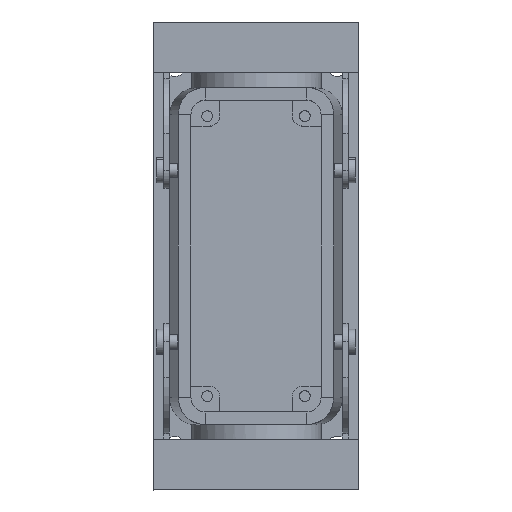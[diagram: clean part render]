
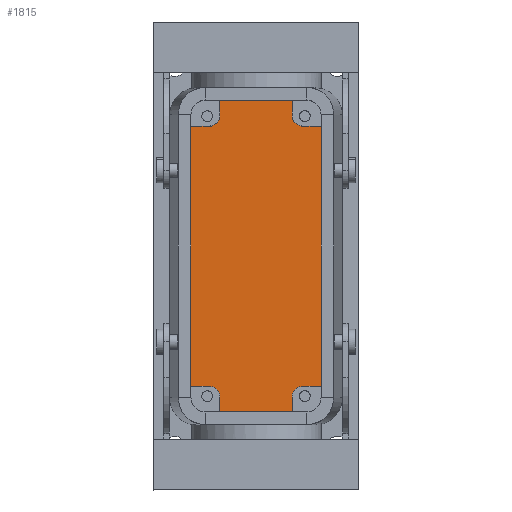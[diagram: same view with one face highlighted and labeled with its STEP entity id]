
A CAD part, top view. The second image highlights one B-rep face of the part: STEP entity #1815.
In plain terms, the highlighted planar face has unit normal (0, 0, 1).
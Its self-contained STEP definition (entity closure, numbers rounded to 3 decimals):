
#501=AXIS2_PLACEMENT_3D('Circle Axis2P3D',#499,#500,$) ;
#590=AXIS2_PLACEMENT_3D('Circle Axis2P3D',#588,#589,$) ;
#1709=AXIS2_PLACEMENT_3D('Plane Axis2P3D',#1706,#1707,#1708) ;
#496=CARTESIAN_POINT('Vertex',(41.5,28.75,5.5)) ;
#499=CARTESIAN_POINT('Axis2P3D Location',(41.5,25.75,5.5)) ;
#503=CARTESIAN_POINT('Vertex',(38.5,25.75,5.5)) ;
#520=CARTESIAN_POINT('Line Origine',(38.5,23.675,5.5)) ;
#524=CARTESIAN_POINT('Vertex',(38.5,21.6,5.5)) ;
#539=CARTESIAN_POINT('Line Origine',(28.5,21.6,5.5)) ;
#543=CARTESIAN_POINT('Vertex',(18.5,21.6,5.5)) ;
#564=CARTESIAN_POINT('Line Origine',(18.5,23.675,5.5)) ;
#568=CARTESIAN_POINT('Vertex',(18.5,25.75,5.5)) ;
#588=CARTESIAN_POINT('Axis2P3D Location',(15.5,25.75,5.5)) ;
#592=CARTESIAN_POINT('Vertex',(15.5,28.75,5.5)) ;
#1691=CARTESIAN_POINT('Vertex',(46.5,28.75,5.5)) ;
#1694=CARTESIAN_POINT('Line Origine',(44.,28.75,5.5)) ;
#1706=CARTESIAN_POINT('Axis2P3D Location',(28.5,64.75,5.5)) ;
#1711=CARTESIAN_POINT('Line Origine',(46.5,64.75,5.5)) ;
#1715=CARTESIAN_POINT('Vertex',(46.5,100.75,5.5)) ;
#1718=CARTESIAN_POINT('Line Origine',(44.,100.75,5.5)) ;
#1722=CARTESIAN_POINT('Vertex',(41.5,100.75,5.5)) ;
#1726=CARTESIAN_POINT('Control Point',(41.5,100.75,5.5)) ;
#1727=CARTESIAN_POINT('Control Point',(41.161,100.75,5.5)) ;
#1728=CARTESIAN_POINT('Control Point',(40.821,100.798,5.5)) ;
#1729=CARTESIAN_POINT('Control Point',(40.491,100.894,5.5)) ;
#1730=CARTESIAN_POINT('Control Point',(39.866,101.177,5.5)) ;
#1731=CARTESIAN_POINT('Control Point',(39.345,101.622,5.5)) ;
#1732=CARTESIAN_POINT('Control Point',(39.117,101.88,5.5)) ;
#1733=CARTESIAN_POINT('Control Point',(38.783,102.389,5.5)) ;
#1734=CARTESIAN_POINT('Control Point',(38.587,102.963,5.5)) ;
#1735=CARTESIAN_POINT('Control Point',(38.529,103.223,5.5)) ;
#1736=CARTESIAN_POINT('Control Point',(38.5,103.486,5.5)) ;
#1737=CARTESIAN_POINT('Control Point',(38.5,103.75,5.5)) ;
#1738=CARTESIAN_POINT('Vertex',(38.5,103.75,5.5)) ;
#1741=CARTESIAN_POINT('Line Origine',(38.5,105.825,5.5)) ;
#1745=CARTESIAN_POINT('Vertex',(38.5,107.9,5.5)) ;
#1748=CARTESIAN_POINT('Line Origine',(28.5,107.9,5.5)) ;
#1752=CARTESIAN_POINT('Vertex',(18.5,107.9,5.5)) ;
#1755=CARTESIAN_POINT('Line Origine',(18.5,105.825,5.5)) ;
#1759=CARTESIAN_POINT('Vertex',(18.5,103.75,5.5)) ;
#1763=CARTESIAN_POINT('Control Point',(18.5,103.75,5.5)) ;
#1764=CARTESIAN_POINT('Control Point',(18.5,103.411,5.5)) ;
#1765=CARTESIAN_POINT('Control Point',(18.452,103.071,5.5)) ;
#1766=CARTESIAN_POINT('Control Point',(18.356,102.741,5.5)) ;
#1767=CARTESIAN_POINT('Control Point',(18.073,102.116,5.5)) ;
#1768=CARTESIAN_POINT('Control Point',(17.628,101.595,5.5)) ;
#1769=CARTESIAN_POINT('Control Point',(17.37,101.367,5.5)) ;
#1770=CARTESIAN_POINT('Control Point',(16.861,101.033,5.5)) ;
#1771=CARTESIAN_POINT('Control Point',(16.287,100.837,5.5)) ;
#1772=CARTESIAN_POINT('Control Point',(16.027,100.779,5.5)) ;
#1773=CARTESIAN_POINT('Control Point',(15.764,100.75,5.5)) ;
#1774=CARTESIAN_POINT('Control Point',(15.5,100.75,5.5)) ;
#1775=CARTESIAN_POINT('Vertex',(15.5,100.75,5.5)) ;
#1778=CARTESIAN_POINT('Line Origine',(13.,100.75,5.5)) ;
#1782=CARTESIAN_POINT('Vertex',(10.5,100.75,5.5)) ;
#1785=CARTESIAN_POINT('Line Origine',(10.5,64.75,5.5)) ;
#1789=CARTESIAN_POINT('Vertex',(10.5,28.75,5.5)) ;
#1792=CARTESIAN_POINT('Line Origine',(13.,28.75,5.5)) ;
#500=DIRECTION('Axis2P3D Direction',(-0.,0.,-1.)) ;
#521=DIRECTION('Vector Direction',(0.,-1.,0.)) ;
#540=DIRECTION('Vector Direction',(1.,0.,0.)) ;
#565=DIRECTION('Vector Direction',(0.,-1.,0.)) ;
#589=DIRECTION('Axis2P3D Direction',(0.,0.,-1.)) ;
#1695=DIRECTION('Vector Direction',(-1.,0.,0.)) ;
#1707=DIRECTION('Axis2P3D Direction',(-0.,0.,1.)) ;
#1708=DIRECTION('Axis2P3D XDirection',(0.,-1.,0.)) ;
#1712=DIRECTION('Vector Direction',(0.,-1.,0.)) ;
#1719=DIRECTION('Vector Direction',(-1.,0.,0.)) ;
#1742=DIRECTION('Vector Direction',(0.,1.,0.)) ;
#1749=DIRECTION('Vector Direction',(-1.,0.,0.)) ;
#1756=DIRECTION('Vector Direction',(0.,1.,0.)) ;
#1779=DIRECTION('Vector Direction',(1.,0.,0.)) ;
#1786=DIRECTION('Vector Direction',(0.,1.,0.)) ;
#1793=DIRECTION('Vector Direction',(1.,0.,0.)) ;
#522=VECTOR('Line Direction',#521,1.) ;
#541=VECTOR('Line Direction',#540,1.) ;
#566=VECTOR('Line Direction',#565,1.) ;
#1696=VECTOR('Line Direction',#1695,1.) ;
#1713=VECTOR('Line Direction',#1712,1.) ;
#1720=VECTOR('Line Direction',#1719,1.) ;
#1743=VECTOR('Line Direction',#1742,1.) ;
#1750=VECTOR('Line Direction',#1749,1.) ;
#1757=VECTOR('Line Direction',#1756,1.) ;
#1780=VECTOR('Line Direction',#1779,1.) ;
#1787=VECTOR('Line Direction',#1786,1.) ;
#1794=VECTOR('Line Direction',#1793,1.) ;
#1798=ORIENTED_EDGE('',*,*,#594,.F.) ;
#1799=ORIENTED_EDGE('',*,*,#570,.T.) ;
#1800=ORIENTED_EDGE('',*,*,#545,.T.) ;
#1801=ORIENTED_EDGE('',*,*,#526,.F.) ;
#1802=ORIENTED_EDGE('',*,*,#505,.F.) ;
#1803=ORIENTED_EDGE('',*,*,#1698,.F.) ;
#1804=ORIENTED_EDGE('',*,*,#1717,.T.) ;
#1805=ORIENTED_EDGE('',*,*,#1724,.T.) ;
#1806=ORIENTED_EDGE('',*,*,#1740,.F.) ;
#1807=ORIENTED_EDGE('',*,*,#1747,.T.) ;
#1808=ORIENTED_EDGE('',*,*,#1754,.T.) ;
#1809=ORIENTED_EDGE('',*,*,#1761,.F.) ;
#1810=ORIENTED_EDGE('',*,*,#1777,.F.) ;
#1811=ORIENTED_EDGE('',*,*,#1784,.F.) ;
#1812=ORIENTED_EDGE('',*,*,#1791,.T.) ;
#1813=ORIENTED_EDGE('',*,*,#1796,.T.) ;
#1815=ADVANCED_FACE('Housing',(#1814),#1710,.T.) ;
#1725=B_SPLINE_CURVE_WITH_KNOTS('',5,(#1726,#1727,#1728,#1729,#1730,#1731,#1732,#1733,#1734,#1735,#1736,#1737),.UNSPECIFIED.,.F.,.U.,(6,3,3,6),(0.,2.4,4.8,6.664),.UNSPECIFIED.) ;
#1762=B_SPLINE_CURVE_WITH_KNOTS('',5,(#1763,#1764,#1765,#1766,#1767,#1768,#1769,#1770,#1771,#1772,#1773,#1774),.UNSPECIFIED.,.F.,.U.,(6,3,3,6),(0.,2.4,4.8,6.664),.UNSPECIFIED.) ;
#502=CIRCLE('generated circle',#501,3.) ;
#591=CIRCLE('generated circle',#590,3.) ;
#505=EDGE_CURVE('',#497,#504,#502,.F.) ;
#526=EDGE_CURVE('',#504,#525,#523,.T.) ;
#545=EDGE_CURVE('',#544,#525,#542,.T.) ;
#570=EDGE_CURVE('',#569,#544,#567,.T.) ;
#594=EDGE_CURVE('',#569,#593,#591,.F.) ;
#1698=EDGE_CURVE('',#1692,#497,#1697,.T.) ;
#1717=EDGE_CURVE('',#1692,#1716,#1714,.F.) ;
#1724=EDGE_CURVE('',#1716,#1723,#1721,.T.) ;
#1740=EDGE_CURVE('',#1739,#1723,#1725,.F.) ;
#1747=EDGE_CURVE('',#1739,#1746,#1744,.T.) ;
#1754=EDGE_CURVE('',#1746,#1753,#1751,.T.) ;
#1761=EDGE_CURVE('',#1760,#1753,#1758,.T.) ;
#1777=EDGE_CURVE('',#1776,#1760,#1762,.F.) ;
#1784=EDGE_CURVE('',#1783,#1776,#1781,.T.) ;
#1791=EDGE_CURVE('',#1783,#1790,#1788,.F.) ;
#1796=EDGE_CURVE('',#1790,#593,#1795,.T.) ;
#1797=EDGE_LOOP('',(#1798,#1799,#1800,#1801,#1802,#1803,#1804,#1805,#1806,#1807,#1808,#1809,#1810,#1811,#1812,#1813)) ;
#1814=FACE_OUTER_BOUND('',#1797,.T.) ;
#523=LINE('Line',#520,#522) ;
#542=LINE('Line',#539,#541) ;
#567=LINE('Line',#564,#566) ;
#1697=LINE('Line',#1694,#1696) ;
#1714=LINE('Line',#1711,#1713) ;
#1721=LINE('Line',#1718,#1720) ;
#1744=LINE('Line',#1741,#1743) ;
#1751=LINE('Line',#1748,#1750) ;
#1758=LINE('Line',#1755,#1757) ;
#1781=LINE('Line',#1778,#1780) ;
#1788=LINE('Line',#1785,#1787) ;
#1795=LINE('Line',#1792,#1794) ;
#1710=PLANE('',#1709) ;
#497=VERTEX_POINT('',#496) ;
#504=VERTEX_POINT('',#503) ;
#525=VERTEX_POINT('',#524) ;
#544=VERTEX_POINT('',#543) ;
#569=VERTEX_POINT('',#568) ;
#593=VERTEX_POINT('',#592) ;
#1692=VERTEX_POINT('',#1691) ;
#1716=VERTEX_POINT('',#1715) ;
#1723=VERTEX_POINT('',#1722) ;
#1739=VERTEX_POINT('',#1738) ;
#1746=VERTEX_POINT('',#1745) ;
#1753=VERTEX_POINT('',#1752) ;
#1760=VERTEX_POINT('',#1759) ;
#1776=VERTEX_POINT('',#1775) ;
#1783=VERTEX_POINT('',#1782) ;
#1790=VERTEX_POINT('',#1789) ;
